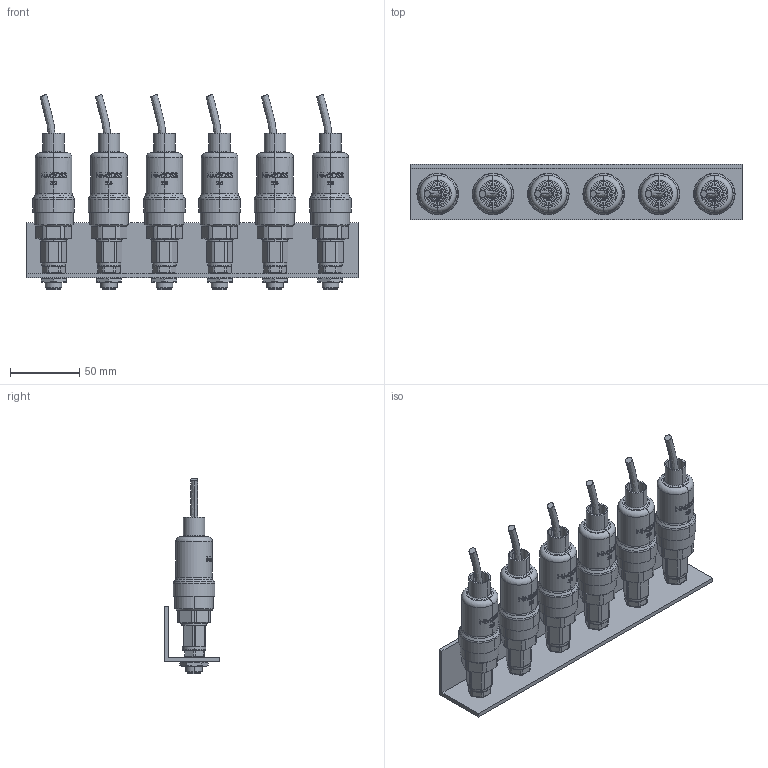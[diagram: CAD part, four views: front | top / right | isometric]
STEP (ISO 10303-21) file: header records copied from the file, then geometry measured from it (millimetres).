
FILE_DESCRIPTION (( 'STEP AP214' ), '1' );
FILE_NAME ('MSDSO-5M_Leiste mit Druckschaltern.STEP', '2015-02-25T12:56:18', ( 'Admin1' ), ( '' ), 'SwSTEP 2.0', 'SolidWorks 2014', '' );
FILE_SCHEMA (( 'AUTOMOTIVE_DESIGN' ));
Length unit declared in the file: millimetre
Products named in the file (1): MSDSO-5M_Leiste mit Druckschaltern
Bounding box: 240 x 40 x 141.33 mm (x, y, z)
Surface area: 102807.3 mm2 (no closed solid volume)
Topology: 0 solids, 50 shells, 1112 faces, 3721 edges, 2542 vertices
Faces by surface type: plane 393, cylinder 307, bspline 238, torus 98, cone 76
Entity records: 68904 total; most frequent: CARTESIAN_POINT 27662, ORIENTED_EDGE 5880, DIRECTION 5216, EDGE_CURVE 3721, VERTEX_POINT 2542, AXIS2_PLACEMENT_3D 1984, B_SPLINE_CURVE_WITH_KNOTS 1364, VECTOR 1248
